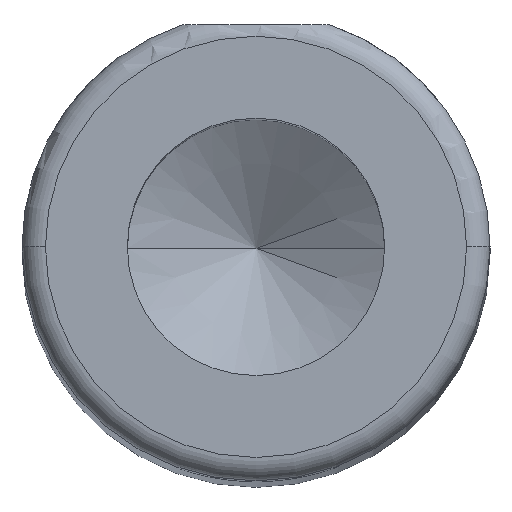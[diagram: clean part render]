
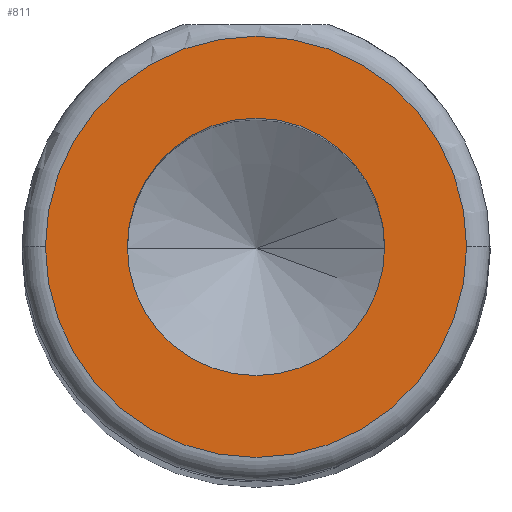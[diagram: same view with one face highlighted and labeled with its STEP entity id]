
A CAD part, top view. The second image highlights one B-rep face of the part: STEP entity #811.
In plain terms, the highlighted planar face has unit normal (0, 0, 1).
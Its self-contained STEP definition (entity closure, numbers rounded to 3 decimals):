
#32 = EDGE_CURVE ( 'NONE', #875, #1005, #593, .T. ) ;
#109 = EDGE_CURVE ( 'NONE', #958, #1031, #500, .T. ) ;
#157 = CARTESIAN_POINT ( 'NONE',  ( 0., 0., 25. ) ) ;
#165 = CARTESIAN_POINT ( 'NONE',  ( 0., 0., 25. ) ) ;
#255 = DIRECTION ( 'NONE',  ( 0., 0., 1. ) ) ;
#263 = DIRECTION ( 'NONE',  ( 1., 0., 0. ) ) ;
#318 = FACE_OUTER_BOUND ( 'NONE', #1230, .T. ) ;
#339 = DIRECTION ( 'NONE',  ( 0., 0., 1. ) ) ;
#388 = ORIENTED_EDGE ( 'NONE', *, *, #32, .F. ) ;
#480 = AXIS2_PLACEMENT_3D ( 'NONE', #157, #255, #922 ) ;
#500 = CIRCLE ( 'NONE', #664, 2.7 ) ;
#526 = CARTESIAN_POINT ( 'NONE',  ( 0., 0., 25. ) ) ;
#572 = DIRECTION ( 'NONE',  ( 0., 0., 1. ) ) ;
#580 = CARTESIAN_POINT ( 'NONE',  ( 0., 0., 25. ) ) ;
#593 = CIRCLE ( 'NONE', #845, 1.65 ) ;
#610 = EDGE_LOOP ( 'NONE', ( #1036, #388 ) ) ;
#624 = DIRECTION ( 'NONE',  ( 1., 0., 0. ) ) ;
#664 = AXIS2_PLACEMENT_3D ( 'NONE', #165, #826, #263 ) ;
#669 = ORIENTED_EDGE ( 'NONE', *, *, #701, .T. ) ;
#682 = EDGE_CURVE ( 'NONE', #1005, #875, #854, .T. ) ;
#701 = EDGE_CURVE ( 'NONE', #1031, #958, #1148, .T. ) ;
#804 = CARTESIAN_POINT ( 'NONE',  ( 2.7, 0., 25. ) ) ;
#806 = CARTESIAN_POINT ( 'NONE',  ( 1.65, 0., 25. ) ) ;
#811 = ADVANCED_FACE ( 'NONE', ( #1053, #318 ), #1115, .T. ) ;
#826 = DIRECTION ( 'NONE',  ( 0., 0., 1. ) ) ;
#845 = AXIS2_PLACEMENT_3D ( 'NONE', #580, #572, #1141 ) ;
#854 = CIRCLE ( 'NONE', #928, 1.65 ) ;
#875 = VERTEX_POINT ( 'NONE', #1135 ) ;
#898 = ORIENTED_EDGE ( 'NONE', *, *, #109, .T. ) ;
#907 = CARTESIAN_POINT ( 'NONE',  ( 0., 0., 25. ) ) ;
#922 = DIRECTION ( 'NONE',  ( 1., 0., 0. ) ) ;
#925 = AXIS2_PLACEMENT_3D ( 'NONE', #526, #1191, #624 ) ;
#928 = AXIS2_PLACEMENT_3D ( 'NONE', #907, #339, #1002 ) ;
#958 = VERTEX_POINT ( 'NONE', #804 ) ;
#1002 = DIRECTION ( 'NONE',  ( 1., 0., 0. ) ) ;
#1005 = VERTEX_POINT ( 'NONE', #806 ) ;
#1013 = CARTESIAN_POINT ( 'NONE',  ( -2.7, 0., 25. ) ) ;
#1031 = VERTEX_POINT ( 'NONE', #1013 ) ;
#1036 = ORIENTED_EDGE ( 'NONE', *, *, #682, .F. ) ;
#1053 = FACE_BOUND ( 'NONE', #610, .T. ) ;
#1115 = PLANE ( 'NONE',  #480 ) ;
#1135 = CARTESIAN_POINT ( 'NONE',  ( -1.65, 0., 25. ) ) ;
#1141 = DIRECTION ( 'NONE',  ( 1., 0., 0. ) ) ;
#1148 = CIRCLE ( 'NONE', #925, 2.7 ) ;
#1191 = DIRECTION ( 'NONE',  ( 0., 0., 1. ) ) ;
#1230 = EDGE_LOOP ( 'NONE', ( #898, #669 ) ) ;
